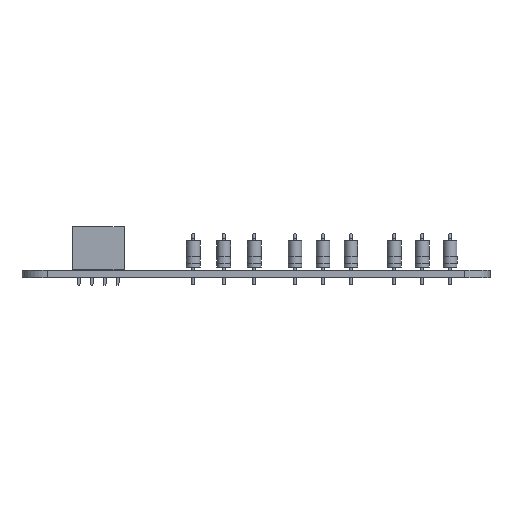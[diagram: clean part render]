
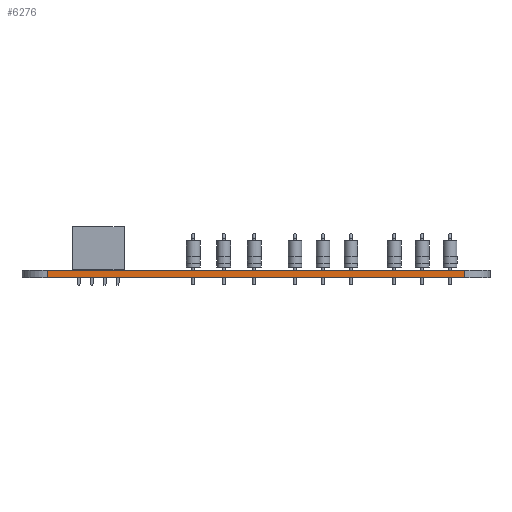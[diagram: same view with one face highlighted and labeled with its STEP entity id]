
A CAD part, left-side view. The second image highlights one B-rep face of the part: STEP entity #6276.
In plain terms, the highlighted planar face has unit normal (-1, 0, 0).
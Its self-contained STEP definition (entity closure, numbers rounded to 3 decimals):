
#3985 = VERTEX_POINT('',#3986);
#3986 = CARTESIAN_POINT('',(110.,-64.,0.));
#3993 = EDGE_CURVE('',#3994,#3985,#3996,.T.);
#3994 = VERTEX_POINT('',#3995);
#3995 = CARTESIAN_POINT('',(110.,-146.036,0.));
#3996 = LINE('',#3997,#3998);
#3997 = CARTESIAN_POINT('',(110.,-146.036,0.));
#3998 = VECTOR('',#3999,1.);
#3999 = DIRECTION('',(0.,1.,0.));
#5117 = VERTEX_POINT('',#5118);
#5118 = CARTESIAN_POINT('',(110.,-64.,1.51));
#5125 = EDGE_CURVE('',#5126,#5117,#5128,.T.);
#5126 = VERTEX_POINT('',#5127);
#5127 = CARTESIAN_POINT('',(110.,-146.036,1.51));
#5128 = LINE('',#5129,#5130);
#5129 = CARTESIAN_POINT('',(110.,-146.036,1.51));
#5130 = VECTOR('',#5131,1.);
#5131 = DIRECTION('',(0.,1.,0.));
#6246 = EDGE_CURVE('',#3985,#5117,#6247,.T.);
#6247 = LINE('',#6248,#6249);
#6248 = CARTESIAN_POINT('',(110.,-64.,0.));
#6249 = VECTOR('',#6250,1.);
#6250 = DIRECTION('',(0.,0.,1.));
#6276 = ADVANCED_FACE('',(#6277),#6288,.T.);
#6277 = FACE_BOUND('',#6278,.T.);
#6278 = EDGE_LOOP('',(#6279,#6285,#6286,#6287));
#6279 = ORIENTED_EDGE('',*,*,#6280,.T.);
#6280 = EDGE_CURVE('',#3994,#5126,#6281,.T.);
#6281 = LINE('',#6282,#6283);
#6282 = CARTESIAN_POINT('',(110.,-146.036,0.));
#6283 = VECTOR('',#6284,1.);
#6284 = DIRECTION('',(0.,0.,1.));
#6285 = ORIENTED_EDGE('',*,*,#5125,.T.);
#6286 = ORIENTED_EDGE('',*,*,#6246,.F.);
#6287 = ORIENTED_EDGE('',*,*,#3993,.F.);
#6288 = PLANE('',#6289);
#6289 = AXIS2_PLACEMENT_3D('',#6290,#6291,#6292);
#6290 = CARTESIAN_POINT('',(110.,-146.036,0.));
#6291 = DIRECTION('',(-1.,0.,0.));
#6292 = DIRECTION('',(0.,1.,0.));
